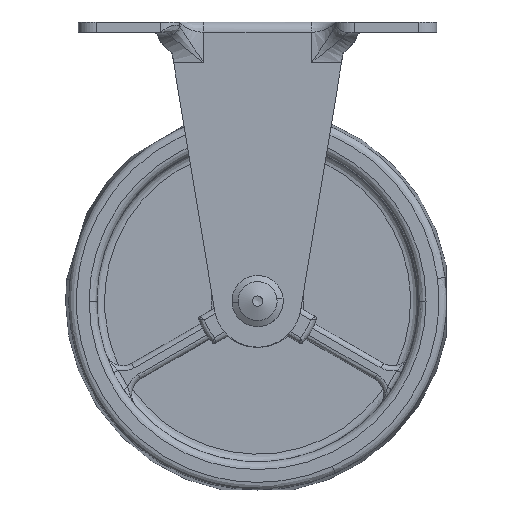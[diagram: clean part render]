
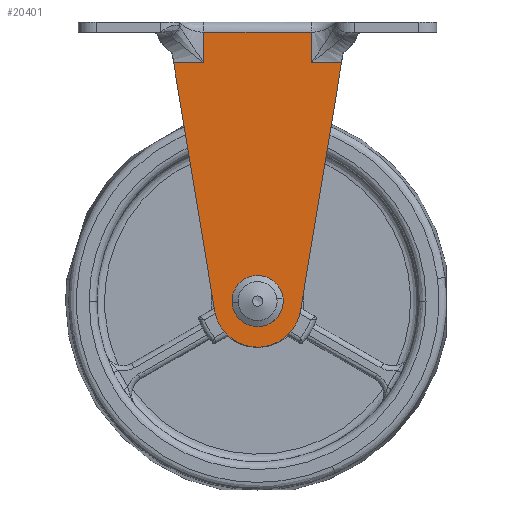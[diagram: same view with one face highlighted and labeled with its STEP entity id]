
A CAD part, front view. The second image highlights one B-rep face of the part: STEP entity #20401.
In plain terms, the highlighted free-form (B-spline) face has degree [1, 1] with [2, 2] control points.
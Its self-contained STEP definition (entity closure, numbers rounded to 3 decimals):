
#14543=CARTESIAN_POINT('',(3.24,-15.0,0.255));
#14544=VERTEX_POINT('',#14543);
#14550=CARTESIAN_POINT('',(0.0,-15.0,3.25));
#14551=VERTEX_POINT('',#14550);
#14552=CARTESIAN_POINT('',(0.0,-15.0,3.25));
#14553=CARTESIAN_POINT('',(3.004,-15.,3.25));
#14554=CARTESIAN_POINT('',(3.24,-15.0,0.255));
#14562=(BOUNDED_CURVE()B_SPLINE_CURVE(2,(#14552,#14553,#14554),.UNSPECIFIED.,.F.,.U.)B_SPLINE_CURVE_WITH_KNOTS((3,3),(0.0,0.236),.UNSPECIFIED.)CURVE()GEOMETRIC_REPRESENTATION_ITEM()RATIONAL_B_SPLINE_CURVE((1.0,0.723,0.97))REPRESENTATION_ITEM(''));
#14563=EDGE_CURVE('',#14551,#14544,#14562,.T.);
#14565=CARTESIAN_POINT('',(-3.24,-15.0,-0.255));
#14566=VERTEX_POINT('',#14565);
#14567=CARTESIAN_POINT('',(-3.24,-15.,-0.255));
#14568=CARTESIAN_POINT('',(-3.25,-15.,-0.128));
#14569=CARTESIAN_POINT('',(-3.25,-15.0,0.0));
#14570=CARTESIAN_POINT('',(-3.25,-15.,3.25));
#14571=CARTESIAN_POINT('',(0.0,-15.0,3.25));
#14579=(BOUNDED_CURVE()B_SPLINE_CURVE(2,(#14567,#14568,#14569,#14570,#14571),.UNSPECIFIED.,.F.,.U.)B_SPLINE_CURVE_WITH_KNOTS((3,2,3),(0.736,0.75,1.0),.UNSPECIFIED.)CURVE()GEOMETRIC_REPRESENTATION_ITEM()RATIONAL_B_SPLINE_CURVE((0.97,0.984,1.0,0.707,1.0))REPRESENTATION_ITEM(''));
#14580=EDGE_CURVE('',#14566,#14551,#14579,.T.);
#14656=CARTESIAN_POINT('',(0.0,-15.0,-3.25));
#14657=VERTEX_POINT('',#14656);
#14658=CARTESIAN_POINT('',(0.0,-15.0,-3.25));
#14659=CARTESIAN_POINT('',(-3.004,-15.,-3.25));
#14660=CARTESIAN_POINT('',(-3.24,-15.,-0.255));
#14668=(BOUNDED_CURVE()B_SPLINE_CURVE(2,(#14658,#14659,#14660),.UNSPECIFIED.,.F.,.U.)B_SPLINE_CURVE_WITH_KNOTS((3,3),(0.5,0.736),.UNSPECIFIED.)CURVE()GEOMETRIC_REPRESENTATION_ITEM()RATIONAL_B_SPLINE_CURVE((1.0,0.723,0.97))REPRESENTATION_ITEM(''));
#14669=EDGE_CURVE('',#14657,#14566,#14668,.T.);
#14671=CARTESIAN_POINT('',(3.24,-15.,0.255));
#14672=CARTESIAN_POINT('',(3.25,-15.,0.128));
#14673=CARTESIAN_POINT('',(3.25,-15.0,0.0));
#14674=CARTESIAN_POINT('',(3.25,-15.,-3.25));
#14675=CARTESIAN_POINT('',(0.0,-15.0,-3.25));
#14683=(BOUNDED_CURVE()B_SPLINE_CURVE(2,(#14671,#14672,#14673,#14674,#14675),.UNSPECIFIED.,.F.,.U.)B_SPLINE_CURVE_WITH_KNOTS((3,2,3),(0.236,0.25,0.5),.UNSPECIFIED.)CURVE()GEOMETRIC_REPRESENTATION_ITEM()RATIONAL_B_SPLINE_CURVE((0.97,0.984,1.0,0.707,1.0))REPRESENTATION_ITEM(''));
#14684=EDGE_CURVE('',#14544,#14657,#14683,.T.);
#18331=CARTESIAN_POINT('',(-10.515,-15.,52.5));
#18332=VERTEX_POINT('',#18331);
#18397=CARTESIAN_POINT('',(10.515,-15.0,52.5));
#18398=VERTEX_POINT('',#18397);
#18420=CARTESIAN_POINT('',(10.515,-15.0,52.5));
#18421=CARTESIAN_POINT('',(-10.515,-15.,52.5));
#18422=QUASI_UNIFORM_CURVE('',1,(#18420,#18421),.UNSPECIFIED.,.F.,.U.);
#18423=EDGE_CURVE('',#18398,#18332,#18422,.T.);
#19004=CARTESIAN_POINT('',(10.515,-15.0,46.5));
#19005=VERTEX_POINT('',#19004);
#19235=CARTESIAN_POINT('',(-10.515,-15.,46.5));
#19236=VERTEX_POINT('',#19235);
#19765=CARTESIAN_POINT('',(10.515,-15.0,46.5));
#19766=CARTESIAN_POINT('',(10.515,-15.0,52.5));
#19767=QUASI_UNIFORM_CURVE('',1,(#19765,#19766),.UNSPECIFIED.,.F.,.U.);
#19768=EDGE_CURVE('',#19005,#18398,#19767,.T.);
#19788=CARTESIAN_POINT('',(-10.515,-15.,46.5));
#19789=CARTESIAN_POINT('',(-10.515,-15.,52.5));
#19790=QUASI_UNIFORM_CURVE('',1,(#19788,#19789),.UNSPECIFIED.,.F.,.U.);
#19791=EDGE_CURVE('',#19236,#18332,#19790,.T.);
#20324=CARTESIAN_POINT('',(16.384,-15.0,46.5));
#20325=VERTEX_POINT('',#20324);
#20326=CARTESIAN_POINT('',(10.515,-15.0,46.5));
#20327=CARTESIAN_POINT('',(16.384,-15.0,46.5));
#20328=QUASI_UNIFORM_CURVE('',1,(#20326,#20327),.UNSPECIFIED.,.F.,.U.);
#20329=EDGE_CURVE('',#19005,#20325,#20328,.T.);
#20348=CARTESIAN_POINT('',(-18.021,-15.0,-12.072));
#20349=CARTESIAN_POINT('',(-18.021,-15.0,55.572));
#20350=CARTESIAN_POINT('',(18.021,-15.0,-12.072));
#20351=CARTESIAN_POINT('',(18.021,-15.0,55.572));
#20352=B_SPLINE_SURFACE_WITH_KNOTS('',1,1,((#20348,#20350),(#20349,#20351)),.UNSPECIFIED.,.F.,.F.,.U.,(2,2),(2,2),(0.0,67.644),(0.0,36.042),.UNSPECIFIED.);
#20353=ORIENTED_EDGE('',*,*,#19768,.T.);
#20354=ORIENTED_EDGE('',*,*,#18423,.T.);
#20355=ORIENTED_EDGE('',*,*,#19791,.F.);
#20356=CARTESIAN_POINT('',(-16.384,-15.0,46.5));
#20357=VERTEX_POINT('',#20356);
#20358=CARTESIAN_POINT('',(-16.384,-15.0,46.5));
#20359=CARTESIAN_POINT('',(-10.515,-15.,46.5));
#20360=QUASI_UNIFORM_CURVE('',1,(#20358,#20359),.UNSPECIFIED.,.F.,.U.);
#20361=EDGE_CURVE('',#20357,#19236,#20360,.T.);
#20362=ORIENTED_EDGE('',*,*,#20361,.F.);
#20363=CARTESIAN_POINT('',(-8.386,-15.0,-1.886));
#20364=VERTEX_POINT('',#20363);
#20365=CARTESIAN_POINT('',(-8.386,-15.0,-1.886));
#20366=CARTESIAN_POINT('',(-16.384,-15.0,46.5));
#20367=QUASI_UNIFORM_CURVE('',1,(#20365,#20366),.UNSPECIFIED.,.F.,.U.);
#20368=EDGE_CURVE('',#20364,#20357,#20367,.T.);
#20369=ORIENTED_EDGE('',*,*,#20368,.F.);
#20370=CARTESIAN_POINT('',(8.386,-15.0,-1.886));
#20371=VERTEX_POINT('',#20370);
#20372=CARTESIAN_POINT('',(8.386,-15.0,-1.886));
#20373=CARTESIAN_POINT('',(7.21,-15.,-9.));
#20374=CARTESIAN_POINT('',(0.,-15.0,-9.));
#20375=CARTESIAN_POINT('',(-7.21,-15.,-9.));
#20376=CARTESIAN_POINT('',(-8.386,-15.0,-1.886));
#20384=(BOUNDED_CURVE()B_SPLINE_CURVE(2,(#20372,#20373,#20374,#20375,#20376),.UNSPECIFIED.,.F.,.U.)B_SPLINE_CURVE_WITH_KNOTS((3,2,3),(0.0,0.5,1.0),.UNSPECIFIED.)CURVE()GEOMETRIC_REPRESENTATION_ITEM()RATIONAL_B_SPLINE_CURVE((1.0,0.763,1.0,0.763,1.0))REPRESENTATION_ITEM(''));
#20385=EDGE_CURVE('',#20371,#20364,#20384,.T.);
#20386=ORIENTED_EDGE('',*,*,#20385,.F.);
#20387=CARTESIAN_POINT('',(16.384,-15.0,46.5));
#20388=CARTESIAN_POINT('',(8.386,-15.0,-1.886));
#20389=QUASI_UNIFORM_CURVE('',1,(#20387,#20388),.UNSPECIFIED.,.F.,.U.);
#20390=EDGE_CURVE('',#20325,#20371,#20389,.T.);
#20391=ORIENTED_EDGE('',*,*,#20390,.F.);
#20392=ORIENTED_EDGE('',*,*,#20329,.F.);
#20393=EDGE_LOOP('',(#20353,#20354,#20355,#20362,#20369,#20386,#20391,#20392));
#20394=FACE_OUTER_BOUND('',#20393,.T.);
#20395=ORIENTED_EDGE('',*,*,#14669,.T.);
#20396=ORIENTED_EDGE('',*,*,#14580,.T.);
#20397=ORIENTED_EDGE('',*,*,#14563,.T.);
#20398=ORIENTED_EDGE('',*,*,#14684,.T.);
#20399=EDGE_LOOP('',(#20395,#20396,#20397,#20398));
#20400=FACE_BOUND('',#20399,.T.);
#20401=ADVANCED_FACE('',(#20394,#20400),#20352,.F.);
